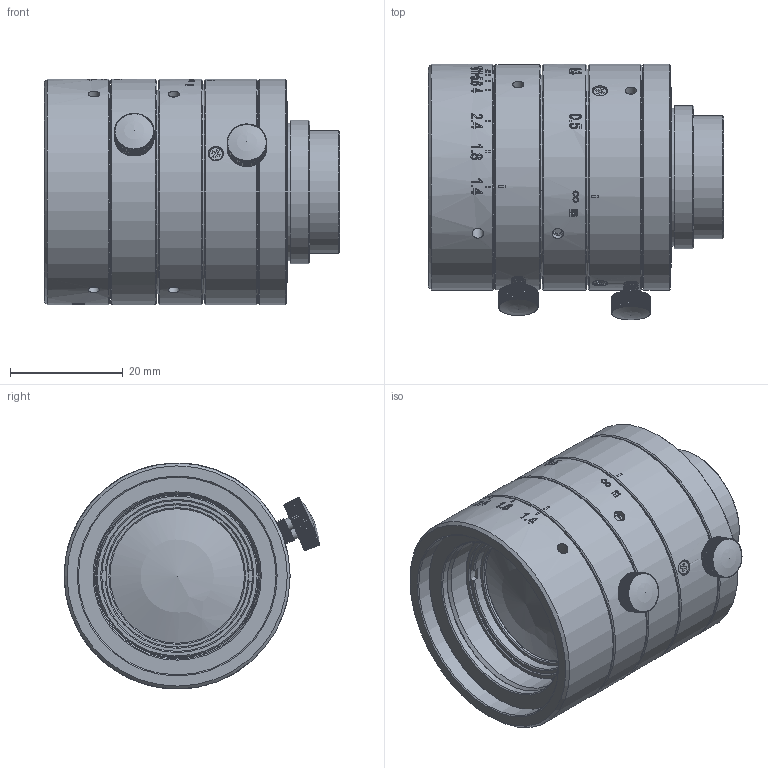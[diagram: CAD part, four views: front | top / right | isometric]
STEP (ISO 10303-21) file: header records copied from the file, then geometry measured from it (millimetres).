
FILE_DESCRIPTION(/* description */ (''),/* implementation_level */ '2;1');
FILE_NAME(/* name */ '外观2514.stp',/* time_stamp */ '2022-10-21T16:37:49+08:00',/* author */ (''),/* organization */ (''),/* preprocessor_version */ 'ST-DEVELOPER v16',/* originating_system */ 'SIEMENS PLM Software NX 10.0',/* authorisation */ '');
FILE_SCHEMA (('CONFIG_CONTROL_DESIGN'));
Length unit declared in the file: millimetre
Products named in the file (18): IR2514-6012212; IR2514-6022211; IR2514-6032210; IR2514-6042209; IR2514-6052208; 镜片2207; IR2514-6062206; IR2514-6072205; IR2514-6082204; IR2514-6092203; M1_4X3.52201; M1_4X2_2202; manual_nut_m2.5_62200; IR2514-6102198; IR2514-6152197; IR2514-6162196; M2.5X32199; 外观2514_stp
Assembly tree (25 placements, depth 2):
  外观2514_stp
    M2.5X32199  x4
    IR2514-6162196
    IR2514-6152197
    IR2514-6102198
    manual_nut_m2.5_62200  x2
    M1_4X2_2202  x3
    M1_4X3.52201  x3
    IR2514-6092203
    IR2514-6082204
    IR2514-6072205
    IR2514-6062206
    镜片2207
    IR2514-6052208
    IR2514-6042209
    IR2514-6032210
    IR2514-6022211
    IR2514-6012212
Bounding box: 52.27 x 45.25 x 40 mm (x, y, z)
Volume: 35112.6 mm3; surface area: 39362.9 mm2
Topology: 26 solids, 26 shells, 1843 faces, 4931 edges, 3265 vertices
Faces by surface type: plane 861, cylinder 478, extrusion 320, cone 129, bspline 26, torus 24, sphere 5
Full cylindrical faces by diameter (mm): 1.1 x9, 1.4 x3, 1.5 x6, 2 x12, 2.05 x2, 2.5 x4, 2.7 x9, 4.9 x3, 15.994 x1, 16 x1, 17.9 x1, 18 x2, 18.5 x1, 19 x1, 19.4 x2, 19.8 x1, 20 x1, 20.3 x1, 20.7 x1, 21.8 x2, 22 x1, 22.6 x1, 22.7 x1, 23 x1, 23.8 x1, 24 x1, 24.4 x1, 25 x1, 25.2 x1, 25.3 x1
Entity records: 58792 total; most frequent: CARTESIAN_POINT 23863, ORIENTED_EDGE 6902, DIRECTION 5871, EDGE_CURVE 3451, VERTEX_POINT 2418, AXIS2_PLACEMENT_3D 2040, EDGE_LOOP 1827, VECTOR 1791
